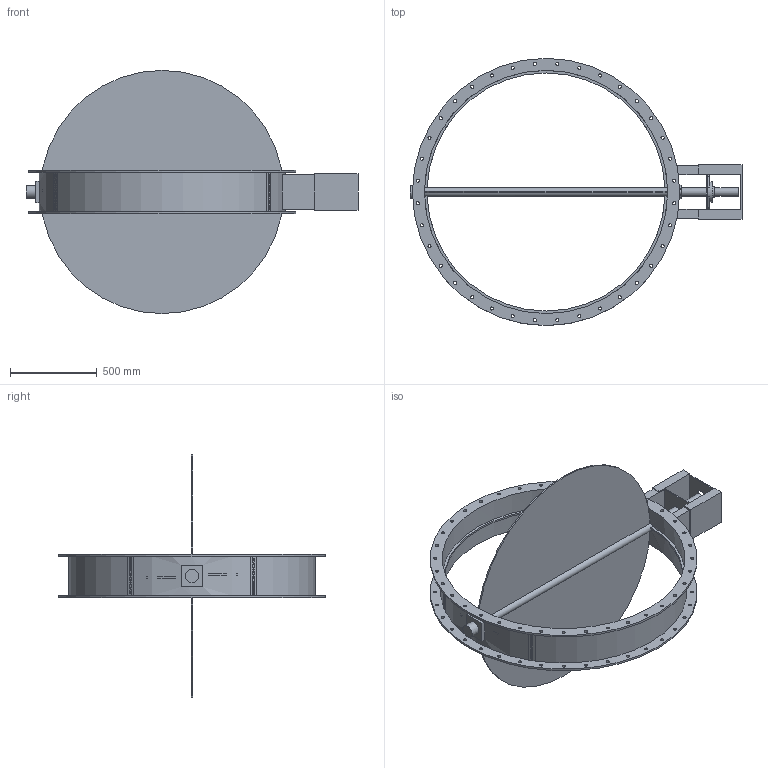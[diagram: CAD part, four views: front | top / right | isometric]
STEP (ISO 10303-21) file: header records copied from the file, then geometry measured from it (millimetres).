
FILE_DESCRIPTION(/* description */ ('SWEDENBORG – Quotation model (for reference)'),/* implementation_level */ '2;1');
FILE_NAME(/* name */ 'SWEDAMPER-S150-DN1400.stp',/* time_stamp */ '2026-02-06T12:49:10+01:00',/* author */ ('HB'),/* organization */ (''),/* preprocessor_version */ 'ST-DEVELOPER v20',/* originating_system */ 'Autodesk Inventor 2025',/* authorisation */ '');
FILE_SCHEMA (('AUTOMOTIVE_DESIGN { 1 0 10303 214 3 1 1 }'));
Length unit declared in the file: millimetre
Products named in the file (1): OffGen_Rund1ax
Bounding box: 1911 x 1538 x 1400 mm (x, y, z)
Volume: 42397436.6 mm3; surface area: 7447037.3 mm2
Topology: 1 solids, 2 shells, 719 faces, 1942 edges, 1293 vertices
Faces by surface type: plane 445, bspline 168, cylinder 106
Full cylindrical faces by diameter (mm): 18 x72, 50 x3, 62 x1, 70 x1, 75 x2, 117 x1, 1400 x2, 1538 x2
Entity records: 25153 total; most frequent: CARTESIAN_POINT 7126, ORIENTED_EDGE 3884, DIRECTION 2903, EDGE_CURVE 1942, LINE 1369, VECTOR 1369, VERTEX_POINT 1293, EDGE_LOOP 941
